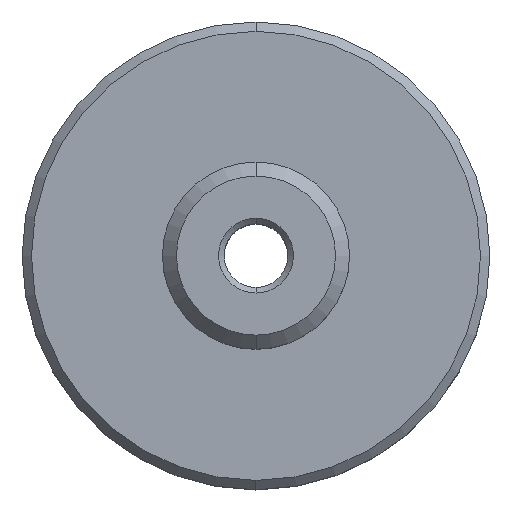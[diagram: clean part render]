
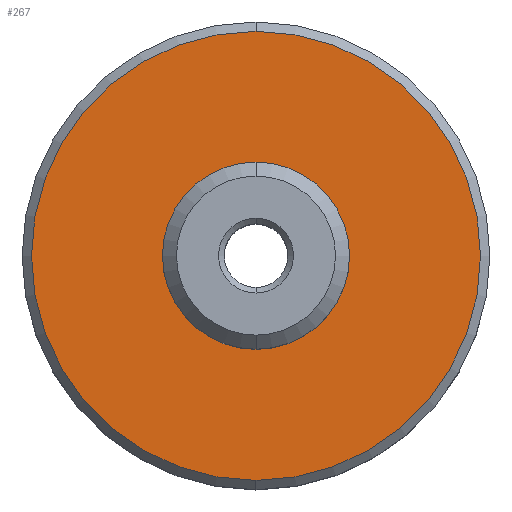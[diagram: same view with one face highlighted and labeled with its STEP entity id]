
A CAD part, top view. The second image highlights one B-rep face of the part: STEP entity #267.
In plain terms, the highlighted planar face has unit normal (0, 0, 1).
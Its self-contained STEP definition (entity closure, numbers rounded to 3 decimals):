
#109=VERTEX_POINT('',#295);
#117=EDGE_CURVE('',#109,#163,#307,.T.);
#131=EDGE_CURVE('',#269,#169,#322,.T.);
#149=EDGE_CURVE('',#163,#109,#342,.T.);
#163=VERTEX_POINT('',#356);
#169=VERTEX_POINT('',#362);
#197=EDGE_CURVE('',#169,#269,#394,.T.);
#267=ADVANCED_FACE('',(#474,#475),#476,.T.);
#269=VERTEX_POINT('',#478);
#295=CARTESIAN_POINT('',(0.,24.0,0.));
#307=CIRCLE('',#508,24.0);
#322=CIRCLE('',#529,10.0);
#342=CIRCLE('',#556,24.0);
#356=CARTESIAN_POINT('',(0.,-24.0,0.));
#362=CARTESIAN_POINT('',(0.,-10.0,0.));
#394=CIRCLE('',#619,10.0);
#474=FACE_BOUND('',#725,.T.);
#475=FACE_OUTER_BOUND('',#726,.T.);
#476=PLANE('',#727);
#478=CARTESIAN_POINT('',(0.,10.0,0.));
#508=AXIS2_PLACEMENT_3D('',#768,#769,#770);
#529=AXIS2_PLACEMENT_3D('',#789,#790,#791);
#556=AXIS2_PLACEMENT_3D('',#821,#822,#823);
#619=AXIS2_PLACEMENT_3D('',#875,#876,#877);
#725=EDGE_LOOP('',(#971,#972));
#726=EDGE_LOOP('',(#973,#974));
#727=AXIS2_PLACEMENT_3D('',#975,#976,#977);
#768=CARTESIAN_POINT('',(0.,0.0,0.));
#769=DIRECTION('',(0.0,0.0,1.0));
#770=DIRECTION('',(0.,-1.0,0.0));
#789=CARTESIAN_POINT('',(0.,0.0,0.));
#790=DIRECTION('',(0.0,0.0,1.0));
#791=DIRECTION('',(0.,-1.0,0.0));
#821=CARTESIAN_POINT('',(0.,0.0,0.));
#822=DIRECTION('',(0.0,0.0,1.0));
#823=DIRECTION('',(0.,-1.0,0.0));
#875=CARTESIAN_POINT('',(0.,0.0,0.));
#876=DIRECTION('',(0.0,0.0,1.0));
#877=DIRECTION('',(0.,-1.0,0.0));
#971=ORIENTED_EDGE('',*,*,#197,.F.);
#972=ORIENTED_EDGE('',*,*,#131,.F.);
#973=ORIENTED_EDGE('',*,*,#149,.T.);
#974=ORIENTED_EDGE('',*,*,#117,.T.);
#975=CARTESIAN_POINT('',(0.,-17.0,0.));
#976=DIRECTION('',(0.0,0.0,1.0));
#977=DIRECTION('',(0.,-1.0,0.0));
